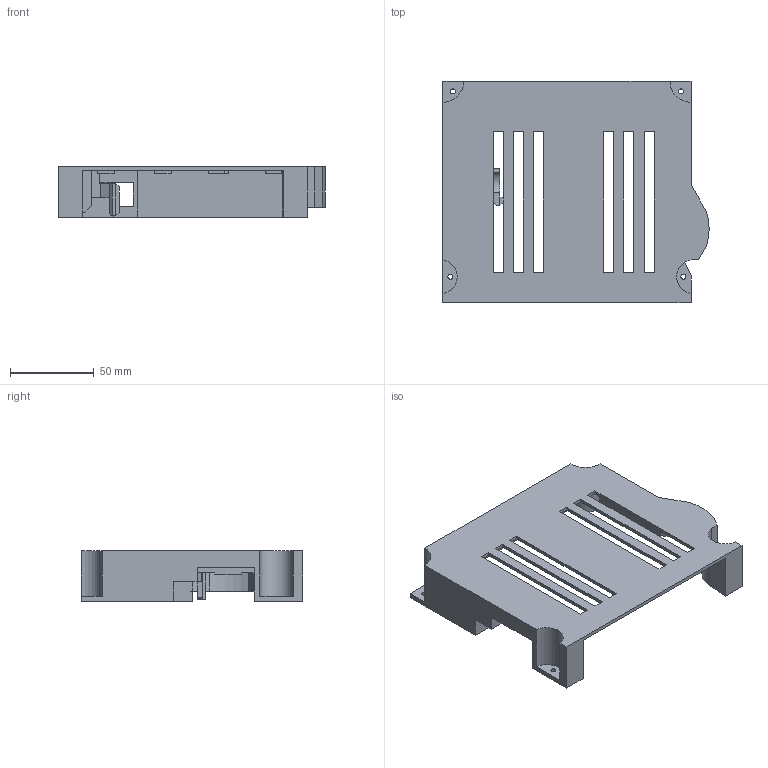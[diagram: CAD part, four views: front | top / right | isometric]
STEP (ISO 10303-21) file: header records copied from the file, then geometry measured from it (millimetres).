
FILE_DESCRIPTION(('FreeCAD Model'),'2;1');
FILE_NAME('Open CASCADE Shape Model','2024-09-17T17:34:27',(''),(''), 'Open CASCADE STEP processor 7.7','FreeCAD','Unknown');
FILE_SCHEMA(('AP242_MANAGED_MODEL_BASED_3D_ENGINEERING_MIM_LF. {1 0 10303 442 1 1 4 }'));
Length unit declared in the file: millimetre
Products named in the file (1): Left Backplane
Bounding box: 158.83 x 132 x 30 mm (x, y, z)
Volume: 81153 mm3; surface area: 64078.5 mm2
Topology: 1 solids, 1 shells, 191 faces, 529 edges, 349 vertices
Faces by surface type: plane 176, cylinder 15
Full cylindrical faces by diameter (mm): 3 x4
Entity records: 6059 total; most frequent: CARTESIAN_POINT 1070, ORIENTED_EDGE 1058, DIRECTION 951, EDGE_CURVE 529, LINE 491, VECTOR 491, VERTEX_POINT 349, AXIS2_PLACEMENT_3D 230
